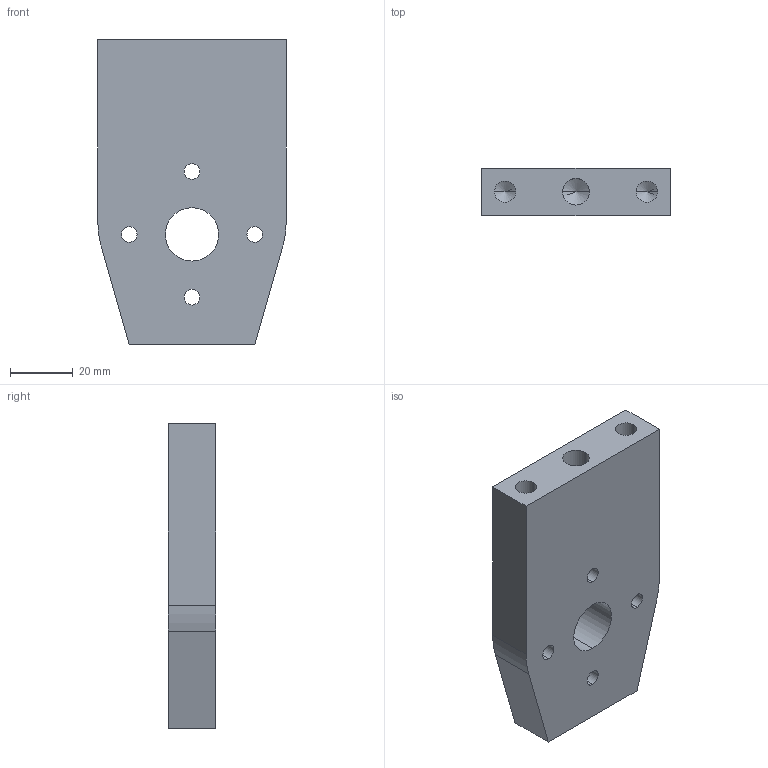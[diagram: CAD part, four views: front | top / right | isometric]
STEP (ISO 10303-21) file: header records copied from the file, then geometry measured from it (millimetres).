
FILE_DESCRIPTION (( 'STEP AP214' ), '1' );
FILE_NAME ('Portemoyeux2020.STEP', '2020-11-24T07:01:35', ( '' ), ( '' ), 'SwSTEP 2.0', 'SolidWorks 2020', '' );
FILE_SCHEMA (( 'AUTOMOTIVE_DESIGN' ));
Length unit declared in the file: millimetre
Products named in the file (1): Portemoyeux2020
Bounding box: 60 x 15 x 97 mm (x, y, z)
Volume: 72854.7 mm3; surface area: 19002 mm2
Topology: 1 solids, 1 shells, 40 faces, 104 edges, 61 vertices
Faces by surface type: cylinder 22, cone 10, plane 8
Entity records: 1414 total; most frequent: DIRECTION 220, CARTESIAN_POINT 196, ORIENTED_EDGE 188, EDGE_CURVE 94, AXIS2_PLACEMENT_3D 85, VERTEX_POINT 61, EDGE_LOOP 55, VECTOR 50
